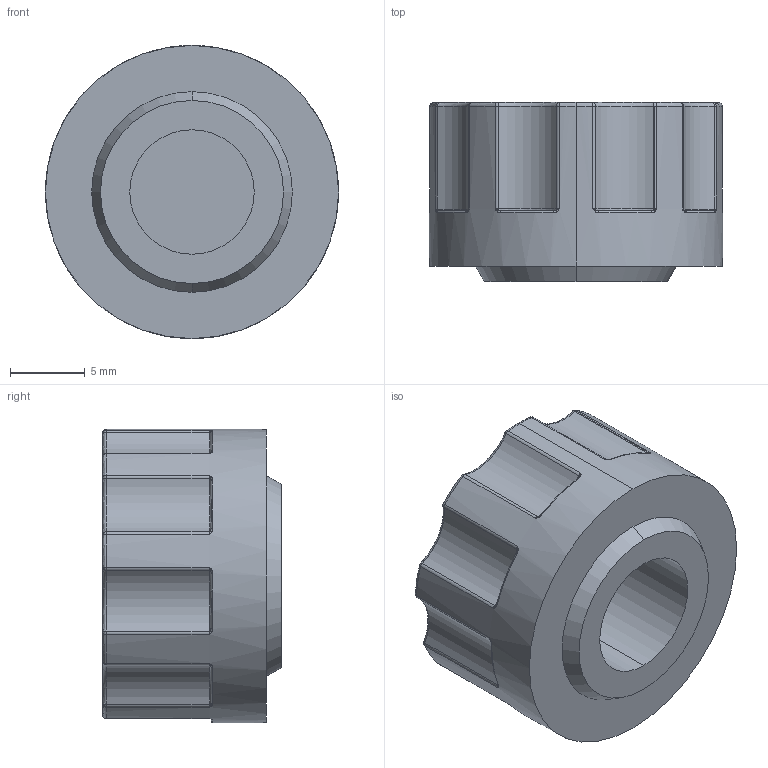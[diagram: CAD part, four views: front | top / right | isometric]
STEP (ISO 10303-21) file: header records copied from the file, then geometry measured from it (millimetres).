
FILE_DESCRIPTION (( 'STEP AP203' ), '1' );
FILE_NAME ('S060.1016P.step', '2023-12-20T17:29:24', ( '' ), ( '' ), 'SwSTEP 2.0', 'SolidWorks 2023', '' );
FILE_SCHEMA (( 'CONFIG_CONTROL_DESIGN' ));
Length unit declared in the file: inch
Products named in the file (1): S060.1016P
Bounding box: 19.56 x 11.94 x 19.56 mm (x, y, z)
Volume: 2653.2 mm3; surface area: 1575.3 mm2
Topology: 1 solids, 1 shells, 162 faces, 368 edges, 188 vertices
Faces by surface type: bspline 113, cylinder 34, plane 13, cone 2
Entity records: 5932 total; most frequent: CARTESIAN_POINT 2943, ORIENTED_EDGE 692, DIRECTION 521, EDGE_CURVE 346, AXIS2_PLACEMENT_3D 238, CIRCLE 188, VERTEX_POINT 188, EDGE_LOOP 164
